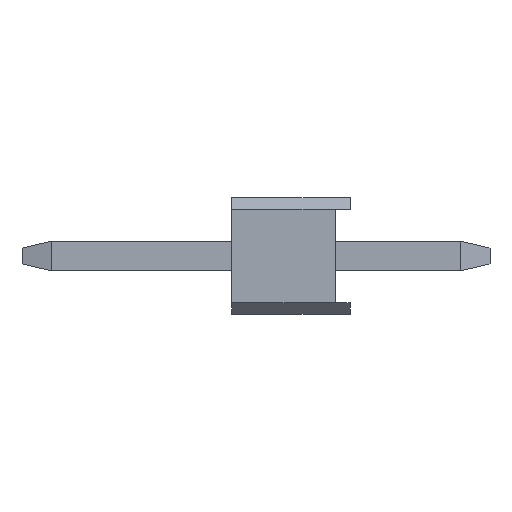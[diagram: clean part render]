
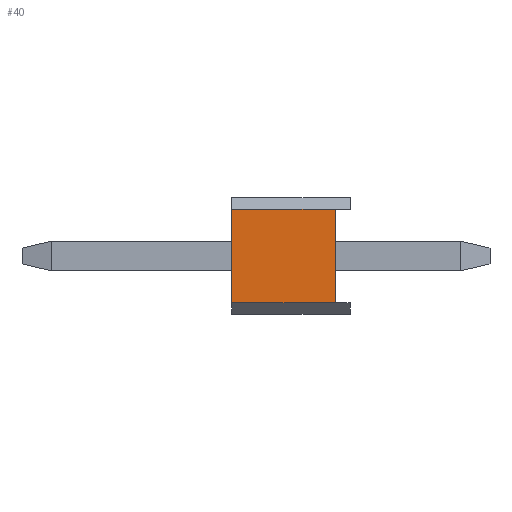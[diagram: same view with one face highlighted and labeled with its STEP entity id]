
A CAD part, left-side view. The second image highlights one B-rep face of the part: STEP entity #40.
In plain terms, the highlighted planar face has unit normal (-1, 0, 0).
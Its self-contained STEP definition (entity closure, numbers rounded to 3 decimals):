
#40 = ADVANCED_FACE ( 'NONE', ( #552 ), #963, .F. ) ;
#52 = EDGE_CURVE ( 'NONE', #879, #870, #558, .T. ) ;
#53 = EDGE_CURVE ( 'NONE', #872, #873, #551, .T. ) ;
#55 = EDGE_CURVE ( 'NONE', #873, #864, #553, .T. ) ;
#99 = EDGE_CURVE ( 'NONE', #879, #872, #584, .T. ) ;
#105 = EDGE_CURVE ( 'NONE', #864, #883, #623, .T. ) ;
#108 = AXIS2_PLACEMENT_3D ( 'NONE', #975, #960, #947 ) ;
#131 = EDGE_CURVE ( 'NONE', #870, #883, #620, .T. ) ;
#383 = ORIENTED_EDGE ( 'NONE', *, *, #99, .T. ) ;
#411 = ORIENTED_EDGE ( 'NONE', *, *, #55, .T. ) ;
#413 = ORIENTED_EDGE ( 'NONE', *, *, #105, .T. ) ;
#419 = ORIENTED_EDGE ( 'NONE', *, *, #131, .F. ) ;
#427 = ORIENTED_EDGE ( 'NONE', *, *, #52, .F. ) ;
#431 = ORIENTED_EDGE ( 'NONE', *, *, #53, .T. ) ;
#473 = EDGE_LOOP ( 'NONE', ( #431, #411, #413, #419, #427, #383 ) ) ;
#498 = VECTOR ( 'NONE', #993, 1000. ) ;
#506 = VECTOR ( 'NONE', #1008, 1000. ) ;
#533 = VECTOR ( 'NONE', #1006, 1000. ) ;
#551 = LINE ( 'NONE', #992, #498 ) ;
#552 = FACE_OUTER_BOUND ( 'NONE', #473, .T. ) ;
#553 = LINE ( 'NONE', #1005, #533 ) ;
#558 = LINE ( 'NONE', #998, #506 ) ;
#561 = VECTOR ( 'NONE', #1114, 1000. ) ;
#571 = VECTOR ( 'NONE', #1103, 1000. ) ;
#583 = VECTOR ( 'NONE', #1118, 1000. ) ;
#584 = LINE ( 'NONE', #1111, #583 ) ;
#620 = LINE ( 'NONE', #1100, #571 ) ;
#623 = LINE ( 'NONE', #1110, #561 ) ;
#864 = VERTEX_POINT ( 'NONE', #1170 ) ;
#870 = VERTEX_POINT ( 'NONE', #1164 ) ;
#872 = VERTEX_POINT ( 'NONE', #1158 ) ;
#873 = VERTEX_POINT ( 'NONE', #1139 ) ;
#879 = VERTEX_POINT ( 'NONE', #1173 ) ;
#883 = VERTEX_POINT ( 'NONE', #1147 ) ;
#947 = DIRECTION ( 'NONE',  ( 0., 0., -1. ) ) ;
#960 = DIRECTION ( 'NONE',  ( 1., 0., 0. ) ) ;
#963 = PLANE ( 'NONE',  #108 ) ;
#975 = CARTESIAN_POINT ( 'NONE',  ( -0.247, 2.54, -2.253 ) ) ;
#992 = CARTESIAN_POINT ( 'NONE',  ( -0.247, 0.32, -0.253 ) ) ;
#993 = DIRECTION ( 'NONE',  ( 0., 0., 1. ) ) ;
#998 = CARTESIAN_POINT ( 'NONE',  ( -0.247, 2.54, -2.253 ) ) ;
#1005 = CARTESIAN_POINT ( 'NONE',  ( -0.247, 0., -0.253 ) ) ;
#1006 = DIRECTION ( 'NONE',  ( 0., -1., 0. ) ) ;
#1008 = DIRECTION ( 'NONE',  ( 0., 0., 1. ) ) ;
#1100 = CARTESIAN_POINT ( 'NONE',  ( -0.247, 2.54, -0.247 ) ) ;
#1103 = DIRECTION ( 'NONE',  ( 0., -1., 0. ) ) ;
#1110 = CARTESIAN_POINT ( 'NONE',  ( -0.247, 0., -2.253 ) ) ;
#1111 = CARTESIAN_POINT ( 'NONE',  ( -0.247, 2.54, -2.253 ) ) ;
#1114 = DIRECTION ( 'NONE',  ( 0., 0., 1. ) ) ;
#1118 = DIRECTION ( 'NONE',  ( 0., -1., 0. ) ) ;
#1139 = CARTESIAN_POINT ( 'NONE',  ( -0.247, 0.32, -0.253 ) ) ;
#1147 = CARTESIAN_POINT ( 'NONE',  ( -0.247, 0., -0.247 ) ) ;
#1158 = CARTESIAN_POINT ( 'NONE',  ( -0.247, 0.32, -2.253 ) ) ;
#1164 = CARTESIAN_POINT ( 'NONE',  ( -0.247, 2.54, -0.247 ) ) ;
#1170 = CARTESIAN_POINT ( 'NONE',  ( -0.247, 0., -0.253 ) ) ;
#1173 = CARTESIAN_POINT ( 'NONE',  ( -0.247, 2.54, -2.253 ) ) ;
